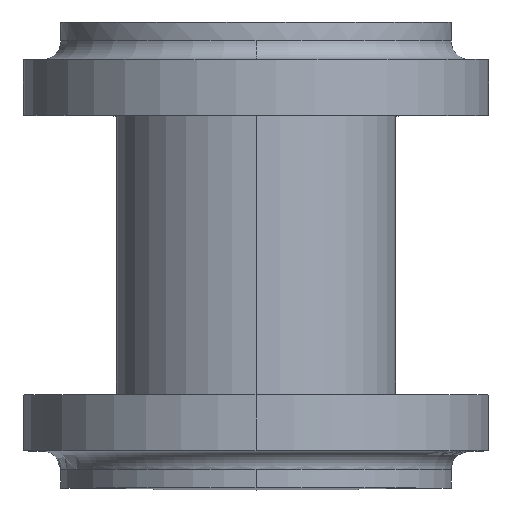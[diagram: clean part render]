
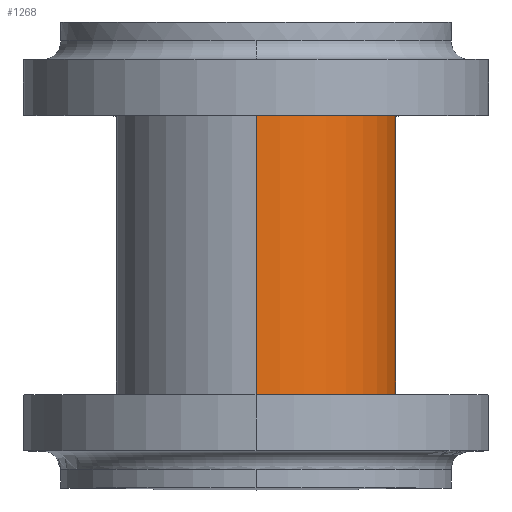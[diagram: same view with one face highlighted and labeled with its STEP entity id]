
A CAD part, top view. The second image highlights one B-rep face of the part: STEP entity #1268.
In plain terms, the highlighted cylindrical face has radius 75 mm (diameter 150 mm), a partial arc.
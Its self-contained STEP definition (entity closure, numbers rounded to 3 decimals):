
#109 = DIRECTION ( 'NONE',  ( 0., 0., -1. ) ) ;
#119 = CARTESIAN_POINT ( 'NONE',  ( 0., -75., 0. ) ) ;
#201 = DIRECTION ( 'NONE',  ( 0., -1., 0. ) ) ;
#217 = VECTOR ( 'NONE', #201, 1000. ) ;
#220 = CARTESIAN_POINT ( 'NONE',  ( 0., 75., 75. ) ) ;
#295 = AXIS2_PLACEMENT_3D ( 'NONE', #119, #941, #109 ) ;
#503 = CARTESIAN_POINT ( 'NONE',  ( 0., 75., -75. ) ) ;
#516 = DIRECTION ( 'NONE',  ( 0., -1., 0. ) ) ;
#527 = LINE ( 'NONE', #503, #217 ) ;
#663 = EDGE_CURVE ( 'NONE', #1132, #1662, #1844, .T. ) ;
#769 = AXIS2_PLACEMENT_3D ( 'NONE', #1855, #516, #1361 ) ;
#941 = DIRECTION ( 'NONE',  ( 0., -1., 0. ) ) ;
#981 = ORIENTED_EDGE ( 'NONE', *, *, #1369, .T. ) ;
#998 = LINE ( 'NONE', #1475, #1389 ) ;
#1011 = VERTEX_POINT ( 'NONE', #1055 ) ;
#1025 = CIRCLE ( 'NONE', #295, 75. ) ;
#1055 = CARTESIAN_POINT ( 'NONE',  ( 0., -75., 75. ) ) ;
#1057 = DIRECTION ( 'NONE',  ( 0., -1., 0. ) ) ;
#1103 = CARTESIAN_POINT ( 'NONE',  ( 0., 75., -75. ) ) ;
#1132 = VERTEX_POINT ( 'NONE', #1103 ) ;
#1240 = EDGE_CURVE ( 'NONE', #1132, #1828, #527, .T. ) ;
#1268 = ADVANCED_FACE ( 'NONE', ( #1689 ), #2151, .T. ) ;
#1361 = DIRECTION ( 'NONE',  ( 0., 0., -1. ) ) ;
#1369 = EDGE_CURVE ( 'NONE', #1662, #1011, #998, .T. ) ;
#1389 = VECTOR ( 'NONE', #1486, 1000. ) ;
#1475 = CARTESIAN_POINT ( 'NONE',  ( 0., 75., 75. ) ) ;
#1486 = DIRECTION ( 'NONE',  ( 0., -1., 0. ) ) ;
#1648 = ORIENTED_EDGE ( 'NONE', *, *, #1240, .F. ) ;
#1662 = VERTEX_POINT ( 'NONE', #220 ) ;
#1689 = FACE_OUTER_BOUND ( 'NONE', #2010, .T. ) ;
#1742 = CARTESIAN_POINT ( 'NONE',  ( 0., 75., 0. ) ) ;
#1758 = CARTESIAN_POINT ( 'NONE',  ( 0., -75., -75. ) ) ;
#1774 = ORIENTED_EDGE ( 'NONE', *, *, #1891, .F. ) ;
#1828 = VERTEX_POINT ( 'NONE', #1758 ) ;
#1844 = CIRCLE ( 'NONE', #1880, 75. ) ;
#1855 = CARTESIAN_POINT ( 'NONE',  ( 0., 75., 0. ) ) ;
#1880 = AXIS2_PLACEMENT_3D ( 'NONE', #1742, #1057, #1921 ) ;
#1891 = EDGE_CURVE ( 'NONE', #1828, #1011, #1025, .T. ) ;
#1915 = ORIENTED_EDGE ( 'NONE', *, *, #663, .T. ) ;
#1921 = DIRECTION ( 'NONE',  ( 0., 0., 1. ) ) ;
#2010 = EDGE_LOOP ( 'NONE', ( #1915, #981, #1774, #1648 ) ) ;
#2151 = CYLINDRICAL_SURFACE ( 'NONE', #769, 75. ) ;
